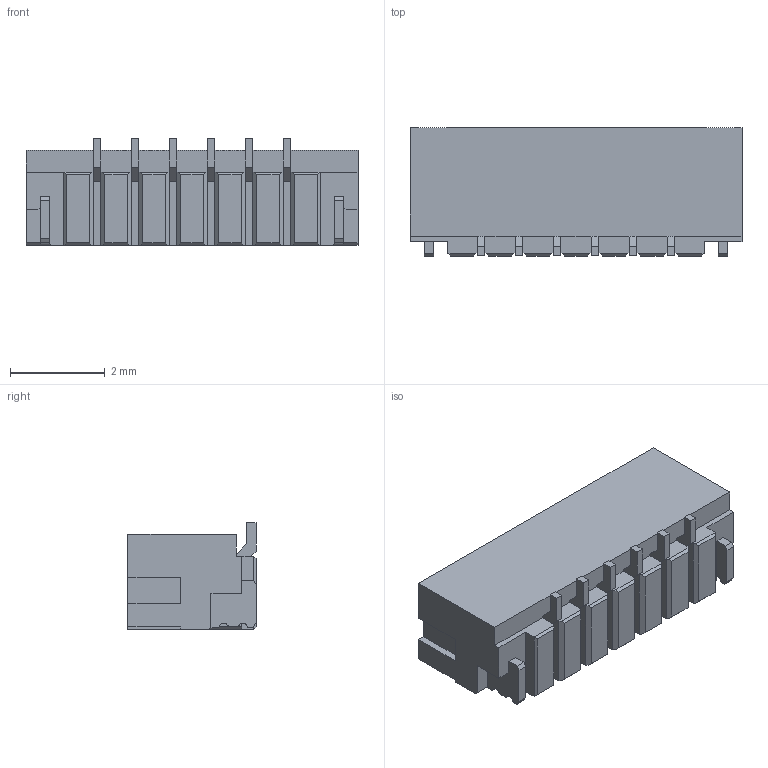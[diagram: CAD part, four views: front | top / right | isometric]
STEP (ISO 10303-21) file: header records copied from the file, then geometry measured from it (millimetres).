
FILE_DESCRIPTION (( 'STEP AP214' ), '1' );
FILE_NAME ('BM06B-SURS-TF(LF)(SN).STEP', '2020-09-02T21:35:20', ( '' ), ( '' ), 'SwSTEP 2.0', 'SolidWorks 2017', '' );
FILE_SCHEMA (( 'AUTOMOTIVE_DESIGN' ));
Length unit declared in the file: millimetre
Products named in the file (1): BM06B-SURS-TF(LF)(SN)
Bounding box: 7 x 2.7 x 2.25 mm (x, y, z)
Volume: 23 mm3; surface area: 146.1 mm2
Topology: 9 solids, 9 shells, 364 faces, 1031 edges, 668 vertices
Faces by surface type: plane 342, cylinder 22
Entity records: 13539 total; most frequent: CARTESIAN_POINT 2064, ORIENTED_EDGE 2062, DIRECTION 1805, EDGE_CURVE 1031, VECTOR 987, LINE 987, VERTEX_POINT 668, AXIS2_PLACEMENT_3D 409
